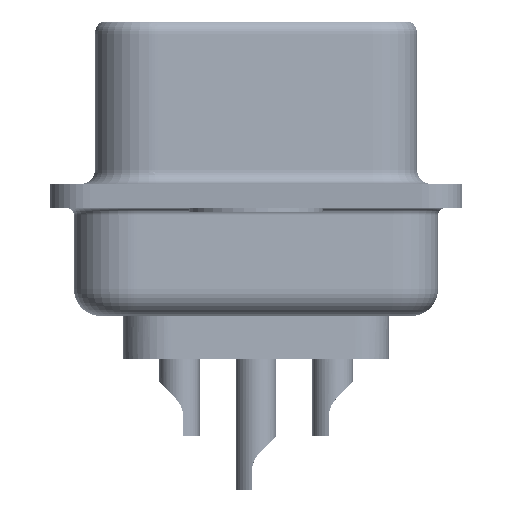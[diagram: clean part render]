
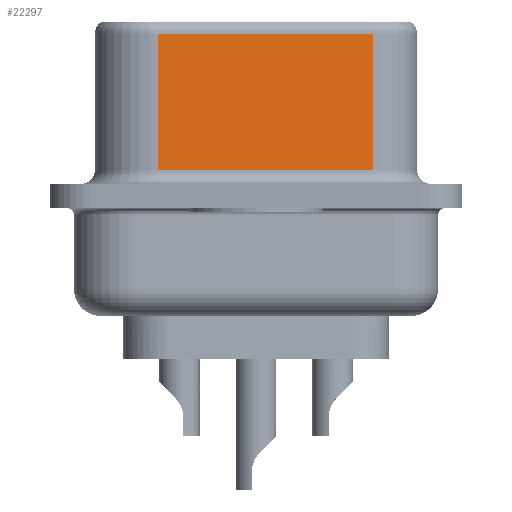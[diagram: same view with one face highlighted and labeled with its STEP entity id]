
A CAD part, left-side view. The second image highlights one B-rep face of the part: STEP entity #22297.
In plain terms, the highlighted planar face has unit normal (-0.985, -0.174, 0).
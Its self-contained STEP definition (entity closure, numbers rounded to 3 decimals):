
#145 = VECTOR ( 'NONE', #24751, 1000. ) ;
#243 = VERTEX_POINT ( 'NONE', #10379 ) ;
#1317 = CARTESIAN_POINT ( 'NONE',  ( 5.132, -4.322, 6.02 ) ) ;
#1698 = DIRECTION ( 'NONE',  ( -0.174, 0.985, 0. ) ) ;
#1888 = VERTEX_POINT ( 'NONE', #30064 ) ;
#2325 = LINE ( 'NONE', #18815, #25857 ) ;
#3257 = VERTEX_POINT ( 'NONE', #3421 ) ;
#3421 = CARTESIAN_POINT ( 'NONE',  ( 5.132, -4.322, 6.02 ) ) ;
#7269 = VECTOR ( 'NONE', #15293, 1000. ) ;
#10379 = CARTESIAN_POINT ( 'NONE',  ( 5.132, -4.322, 0.95 ) ) ;
#11027 = LINE ( 'NONE', #26879, #22770 ) ;
#11455 = EDGE_CURVE ( 'NONE', #29309, #1888, #14241, .T. ) ;
#12364 = ORIENTED_EDGE ( 'NONE', *, *, #11455, .T. ) ;
#12691 = LINE ( 'NONE', #1317, #145 ) ;
#13425 = CARTESIAN_POINT ( 'NONE',  ( 5.132, -4.322, 6.52 ) ) ;
#14241 = LINE ( 'NONE', #17686, #7269 ) ;
#15293 = DIRECTION ( 'NONE',  ( 0., 0., -1. ) ) ;
#15590 = PLANE ( 'NONE',  #26554 ) ;
#15799 = DIRECTION ( 'NONE',  ( 0.985, 0.174, 0. ) ) ;
#16492 = DIRECTION ( 'NONE',  ( 0.174, -0.985, 0. ) ) ;
#16562 = ORIENTED_EDGE ( 'NONE', *, *, #22148, .F. ) ;
#16647 = EDGE_CURVE ( 'NONE', #3257, #29309, #12691, .T. ) ;
#17686 = CARTESIAN_POINT ( 'NONE',  ( 3.73, 3.628, 6.52 ) ) ;
#18370 = EDGE_LOOP ( 'NONE', ( #16562, #28970, #12364, #28506 ) ) ;
#18815 = CARTESIAN_POINT ( 'NONE',  ( 5.132, -4.322, 0.95 ) ) ;
#19065 = FACE_OUTER_BOUND ( 'NONE', #18370, .T. ) ;
#19371 = CARTESIAN_POINT ( 'NONE',  ( 3.73, 3.628, 6.02 ) ) ;
#22148 = EDGE_CURVE ( 'NONE', #3257, #243, #11027, .T. ) ;
#22297 = ADVANCED_FACE ( 'NONE', ( #19065 ), #15590, .F. ) ;
#22770 = VECTOR ( 'NONE', #26779, 1000. ) ;
#24751 = DIRECTION ( 'NONE',  ( -0.174, 0.985, 0. ) ) ;
#25857 = VECTOR ( 'NONE', #16492, 1000. ) ;
#26554 = AXIS2_PLACEMENT_3D ( 'NONE', #13425, #15799, #1698 ) ;
#26779 = DIRECTION ( 'NONE',  ( 0., 0., -1. ) ) ;
#26879 = CARTESIAN_POINT ( 'NONE',  ( 5.132, -4.322, 6.52 ) ) ;
#28010 = EDGE_CURVE ( 'NONE', #1888, #243, #2325, .T. ) ;
#28506 = ORIENTED_EDGE ( 'NONE', *, *, #28010, .T. ) ;
#28970 = ORIENTED_EDGE ( 'NONE', *, *, #16647, .T. ) ;
#29309 = VERTEX_POINT ( 'NONE', #19371 ) ;
#30064 = CARTESIAN_POINT ( 'NONE',  ( 3.73, 3.628, 0.95 ) ) ;
